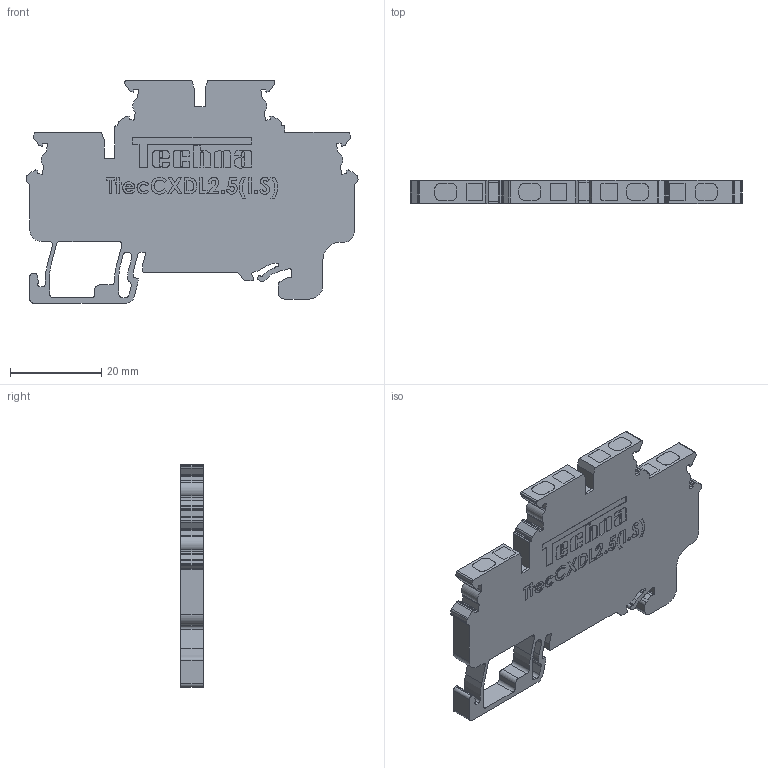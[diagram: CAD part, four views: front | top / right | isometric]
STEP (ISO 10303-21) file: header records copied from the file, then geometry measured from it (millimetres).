
FILE_DESCRIPTION (( 'STEP AP214' ), '1' );
FILE_NAME ('TtecCXDL2.5(I.S).STEP', '2020-07-21T14:20:26', ( '' ), ( '' ), 'SwSTEP 2.0', 'SolidWorks 2020', '' );
FILE_SCHEMA (( 'AUTOMOTIVE_DESIGN' ));
Length unit declared in the file: millimetre
Products named in the file (1): TtecCXDL2.5(I.S)
Bounding box: 72.7 x 5 x 48.7 mm (x, y, z)
Volume: 11956.6 mm3; surface area: 6916.5 mm2
Topology: 1 solids, 1 shells, 945 faces, 2649 edges, 1766 vertices
Faces by surface type: plane 503, cylinder 290, bspline 152
Entity records: 44874 total; most frequent: CARTESIAN_POINT 14281, ORIENTED_EDGE 5298, DIRECTION 4513, EDGE_CURVE 2649, VERTEX_POINT 1766, VECTOR 1765, LINE 1765, AXIS2_PLACEMENT_3D 1374
